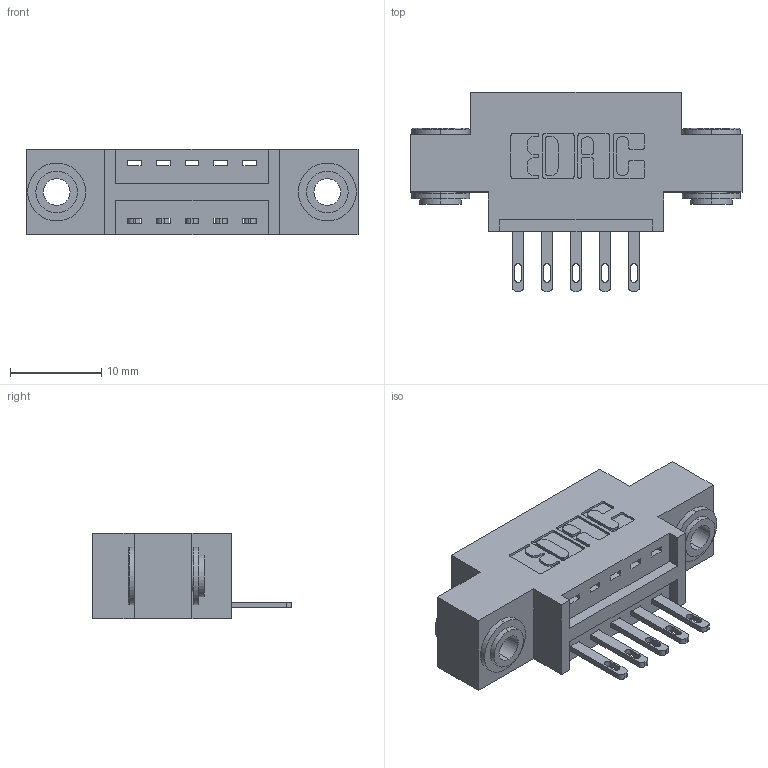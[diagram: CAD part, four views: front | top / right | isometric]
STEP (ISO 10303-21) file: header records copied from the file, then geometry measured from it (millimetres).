
FILE_DESCRIPTION (( 'STEP AP203' ), '1' );
FILE_NAME ('346-005-500-603.STEP', '2022-05-04T17:20:46', ( '' ), ( '' ), 'SwSTEP 2.0', 'SolidWorks 2020', '' );
FILE_SCHEMA (( 'CONFIG_CONTROL_DESIGN' ));
Length unit declared in the file: inch
Products named in the file (4): 346-005-500-603; 345-292-001_345-293-100; 345-250-002_345-250-002-102; 346 Part_0.170 Offset - 0.156 Dia-TH
Assembly tree (8 placements, depth 2):
  346-005-500-603
    346 Part_0.170 Offset - 0.156 Dia-TH
    345-292-001_345-293-100  x5
    345-250-002_345-250-002-102  x2
Bounding box: 36.45 x 21.84 x 9.4 mm (x, y, z)
Volume: 3083.8 mm3; surface area: 3878.6 mm2
Topology: 8 solids, 8 shells, 448 faces, 1293 edges, 858 vertices
Faces by surface type: plane 274, cylinder 166, cone 8
Entity records: 9212 total; most frequent: CARTESIAN_POINT 1572, ORIENTED_EDGE 1502, DIRECTION 1463, EDGE_CURVE 751, LINE 571, VECTOR 571, VERTEX_POINT 498, AXIS2_PLACEMENT_3D 446
